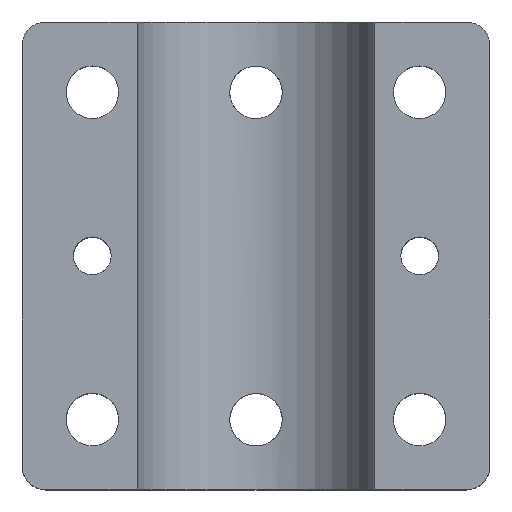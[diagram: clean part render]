
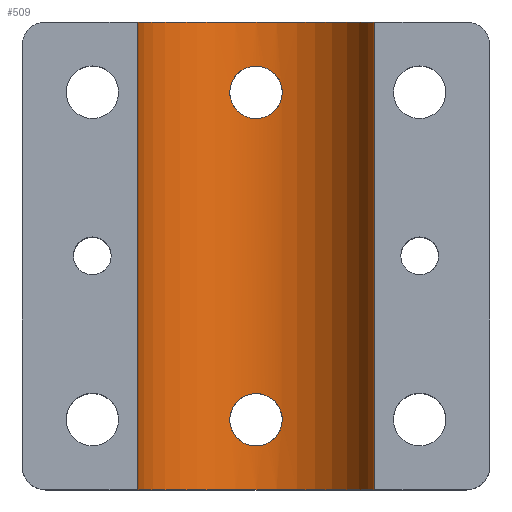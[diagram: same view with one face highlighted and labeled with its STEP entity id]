
A CAD part, top view. The second image highlights one B-rep face of the part: STEP entity #509.
In plain terms, the highlighted cylindrical face has radius 12.7 mm (diameter 25.4 mm), a partial arc.
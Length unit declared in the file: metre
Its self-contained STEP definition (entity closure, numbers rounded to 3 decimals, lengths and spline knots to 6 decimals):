
#30=B_SPLINE_CURVE_WITH_KNOTS('',3,(#876,#877,#878,#879,#880,#881,#882,
#883,#884,#885,#886),.UNSPECIFIED.,.T.,.F.,(1,1,1,1,1,1,1,1,1,1,1,1,1,1,
1),(-0.006601,-0.004401,-0.0022,0.,0.0022,
0.004401,0.006601,0.008801,0.011001,
0.013202,0.015402,0.017602,0.019802,
0.022003,0.024203),.UNSPECIFIED.);
#31=B_SPLINE_CURVE_WITH_KNOTS('',3,(#896,#897,#898,#899,#900,#901,#902,
#903,#904,#905,#906),.UNSPECIFIED.,.T.,.F.,(1,1,1,1,1,1,1,1,1,1,1,1,1,1,
1),(-0.006601,-0.004401,-0.0022,0.,0.0022,
0.004401,0.006601,0.008801,0.011001,
0.013202,0.015402,0.017602,0.019802,
0.022003,0.024203),.UNSPECIFIED.);
#34=LINE('',#888,#62);
#35=LINE('',#893,#63);
#62=VECTOR('',#626,1.);
#63=VECTOR('',#629,1.);
#100=ORIENTED_EDGE('',*,*,#232,.T.);
#101=ORIENTED_EDGE('',*,*,#233,.T.);
#102=ORIENTED_EDGE('',*,*,#234,.T.);
#103=ORIENTED_EDGE('',*,*,#235,.T.);
#104=ORIENTED_EDGE('',*,*,#236,.F.);
#105=ORIENTED_EDGE('',*,*,#237,.T.);
#232=EDGE_CURVE('',#298,#298,#30,.T.);
#233=EDGE_CURVE('',#299,#300,#34,.F.);
#234=EDGE_CURVE('',#300,#301,#340,.T.);
#235=EDGE_CURVE('',#301,#302,#35,.T.);
#236=EDGE_CURVE('',#299,#302,#341,.T.);
#237=EDGE_CURVE('',#303,#303,#31,.T.);
#298=VERTEX_POINT('',#887);
#299=VERTEX_POINT('',#889);
#300=VERTEX_POINT('',#890);
#301=VERTEX_POINT('',#892);
#302=VERTEX_POINT('',#894);
#303=VERTEX_POINT('',#907);
#340=CIRCLE('',#556,0.0127);
#341=CIRCLE('',#557,0.0127);
#371=EDGE_LOOP('',(#100));
#372=EDGE_LOOP('',(#101,#102,#103,#104));
#373=EDGE_LOOP('',(#105));
#433=FACE_BOUND('',#371,.T.);
#434=FACE_BOUND('',#372,.T.);
#435=FACE_BOUND('',#373,.T.);
#488=CYLINDRICAL_SURFACE('',#555,0.0127);
#509=ADVANCED_FACE('',(#433,#434,#435),#488,.F.);
#555=AXIS2_PLACEMENT_3D('',#875,#624,#625);
#556=AXIS2_PLACEMENT_3D('',#891,#627,#628);
#557=AXIS2_PLACEMENT_3D('',#895,#630,#631);
#624=DIRECTION('',(0.,1.,0.));
#625=DIRECTION('',(0.,0.,1.));
#626=DIRECTION('',(0.,1.,0.));
#627=DIRECTION('',(0.,-1.,0.));
#628=DIRECTION('',(0.,0.,-1.));
#629=DIRECTION('',(0.,1.,0.));
#630=DIRECTION('',(0.,-1.,0.));
#631=DIRECTION('',(0.,0.,-1.));
#875=CARTESIAN_POINT('',(0.,-0.025002,0.19));
#876=CARTESIAN_POINT('',(-0.002198,0.015299,0.177455));
#877=CARTESIAN_POINT('',(-0.003111,0.0175,0.177694));
#878=CARTESIAN_POINT('',(-0.002198,0.0197,0.177455));
#879=CARTESIAN_POINT('',(-0.000003,0.02061,0.177223));
#880=CARTESIAN_POINT('',(0.0022,0.019699,0.177455));
#881=CARTESIAN_POINT('',(0.00311,0.017501,0.177693));
#882=CARTESIAN_POINT('',(0.002202,0.015303,0.177455));
#883=CARTESIAN_POINT('',(0.000002,0.01439,0.177222));
#884=CARTESIAN_POINT('',(-0.002198,0.015299,0.177455));
#885=CARTESIAN_POINT('',(-0.003111,0.0175,0.177694));
#886=CARTESIAN_POINT('',(-0.002198,0.0197,0.177455));
#887=CARTESIAN_POINT('',(-0.002807,0.0175,0.177614));
#888=CARTESIAN_POINT('',(-0.0127,-0.025002,0.19));
#889=CARTESIAN_POINT('',(-0.0127,0.025,0.19));
#890=CARTESIAN_POINT('',(-0.0127,-0.025,0.19));
#891=CARTESIAN_POINT('',(0.,-0.025,0.19));
#892=CARTESIAN_POINT('',(0.0127,-0.025,0.19));
#893=CARTESIAN_POINT('',(0.0127,-0.025002,0.19));
#894=CARTESIAN_POINT('',(0.0127,0.025,0.19));
#895=CARTESIAN_POINT('',(0.,0.025,0.19));
#896=CARTESIAN_POINT('',(-0.002198,-0.019701,0.177455));
#897=CARTESIAN_POINT('',(-0.003111,-0.0175,0.177694));
#898=CARTESIAN_POINT('',(-0.002198,-0.0153,0.177455));
#899=CARTESIAN_POINT('',(-0.000003,-0.01439,0.177223));
#900=CARTESIAN_POINT('',(0.0022,-0.015301,0.177455));
#901=CARTESIAN_POINT('',(0.00311,-0.017499,0.177693));
#902=CARTESIAN_POINT('',(0.002202,-0.019697,0.177455));
#903=CARTESIAN_POINT('',(0.000002,-0.02061,0.177222));
#904=CARTESIAN_POINT('',(-0.002198,-0.019701,0.177455));
#905=CARTESIAN_POINT('',(-0.003111,-0.0175,0.177694));
#906=CARTESIAN_POINT('',(-0.002198,-0.0153,0.177455));
#907=CARTESIAN_POINT('',(-0.002807,-0.0175,0.177614));
